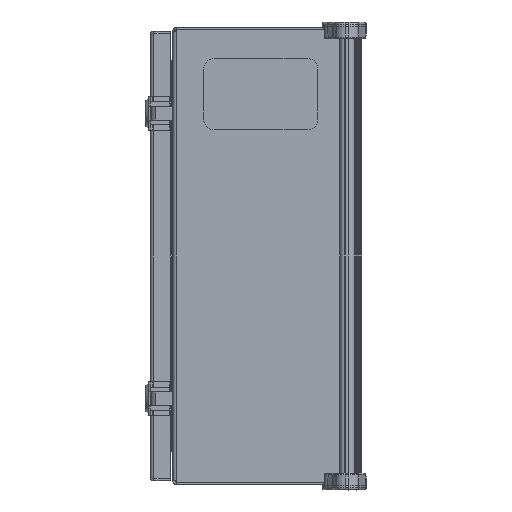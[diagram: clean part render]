
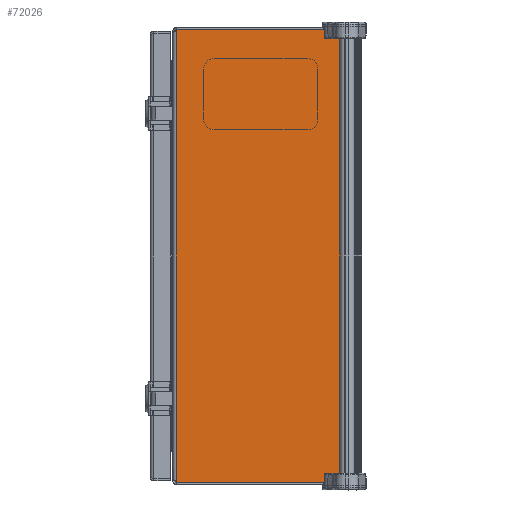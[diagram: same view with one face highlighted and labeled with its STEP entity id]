
A CAD part, left-side view. The second image highlights one B-rep face of the part: STEP entity #72026.
In plain terms, the highlighted planar face has unit normal (-1, 0, 0).
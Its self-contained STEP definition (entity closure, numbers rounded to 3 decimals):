
#3183 = FACE_OUTER_BOUND ( 'NONE', #48153, .T. ) ;
#3678 = CARTESIAN_POINT ( 'NONE',  ( -254., 1405.426, -83.016 ) ) ;
#5100 = EDGE_CURVE ( 'NONE', #19188, #73839, #51298, .T. ) ;
#5972 = ORIENTED_EDGE ( 'NONE', *, *, #10929, .T. ) ;
#8730 = CARTESIAN_POINT ( 'NONE',  ( -254., 201.14, -79.93 ) ) ;
#10929 = EDGE_CURVE ( 'NONE', #18431, #73839, #99510, .T. ) ;
#18431 = VERTEX_POINT ( 'NONE', #86758 ) ;
#19188 = VERTEX_POINT ( 'NONE', #86589 ) ;
#19981 = DIRECTION ( 'NONE',  ( 0., 0., -1. ) ) ;
#20478 = PLANE ( 'NONE',  #87911 ) ;
#21431 = LINE ( 'NONE', #37328, #62474 ) ;
#21813 = ORIENTED_EDGE ( 'NONE', *, *, #78787, .T. ) ;
#26146 = VECTOR ( 'NONE', #96626, 1000. ) ;
#34252 = CARTESIAN_POINT ( 'NONE',  ( -254., 1405.426, -79.93 ) ) ;
#35009 = CARTESIAN_POINT ( 'NONE',  ( -254., -201.14, 66.298 ) ) ;
#37328 = CARTESIAN_POINT ( 'NONE',  ( -254., 201.14, -83.016 ) ) ;
#37423 = VERTEX_POINT ( 'NONE', #8730 ) ;
#42001 = DIRECTION ( 'NONE',  ( 1., 0., 0. ) ) ;
#44113 = ORIENTED_EDGE ( 'NONE', *, *, #5100, .F. ) ;
#44583 = EDGE_CURVE ( 'NONE', #37423, #18431, #71591, .T. ) ;
#48153 = EDGE_LOOP ( 'NONE', ( #44113, #21813, #54569, #5972 ) ) ;
#51298 = LINE ( 'NONE', #35009, #64813 ) ;
#54569 = ORIENTED_EDGE ( 'NONE', *, *, #44583, .T. ) ;
#60563 = CARTESIAN_POINT ( 'NONE',  ( -254., -201.14, -83.016 ) ) ;
#62474 = VECTOR ( 'NONE', #76202, 1000. ) ;
#64813 = VECTOR ( 'NONE', #75392, 1000. ) ;
#64995 = CARTESIAN_POINT ( 'NONE',  ( -254., -201.14, 66.298 ) ) ;
#71591 = LINE ( 'NONE', #34252, #26146 ) ;
#72026 = ADVANCED_FACE ( 'NONE', ( #3183 ), #20478, .F. ) ;
#73839 = VERTEX_POINT ( 'NONE', #64995 ) ;
#75392 = DIRECTION ( 'NONE',  ( 0., -1., 0. ) ) ;
#76202 = DIRECTION ( 'NONE',  ( 0., 0., -1. ) ) ;
#78787 = EDGE_CURVE ( 'NONE', #19188, #37423, #21431, .T. ) ;
#84623 = DIRECTION ( 'NONE',  ( 0., 0., 1. ) ) ;
#86589 = CARTESIAN_POINT ( 'NONE',  ( -254., 201.14, 66.298 ) ) ;
#86758 = CARTESIAN_POINT ( 'NONE',  ( -254., -201.14, -79.93 ) ) ;
#87911 = AXIS2_PLACEMENT_3D ( 'NONE', #3678, #42001, #19981 ) ;
#95507 = VECTOR ( 'NONE', #84623, 1000. ) ;
#96626 = DIRECTION ( 'NONE',  ( 0., -1., 0. ) ) ;
#99510 = LINE ( 'NONE', #60563, #95507 ) ;
